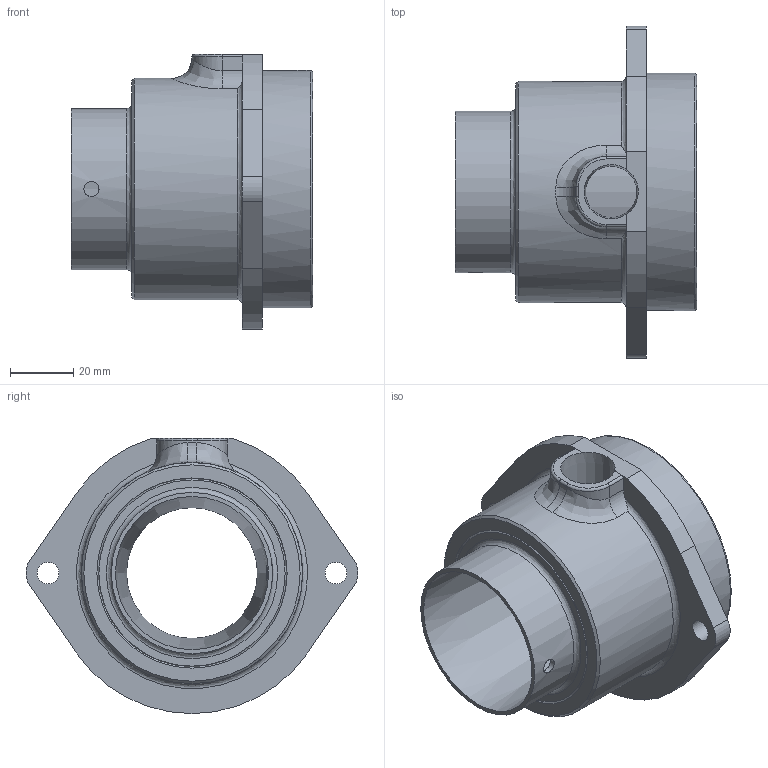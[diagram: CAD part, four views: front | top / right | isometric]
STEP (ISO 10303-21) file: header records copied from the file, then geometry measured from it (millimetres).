
FILE_DESCRIPTION((''),'2;1');
FILE_NAME('120022-3D.stp','2008-03-03T09:43:24',('Dan Preston'),(''),'Autodesk Inventor 2008','Autodesk Inventor 2008','');
FILE_SCHEMA(('AUTOMOTIVE_DESIGN { 1 0 10303 214 1 1 1 1 }'));
Length unit declared in the file: inch
Products named in the file (3): 120022-3D; 120022-3D1; 120022-3D2
Assembly tree (2 placements, depth 2):
  120022-3D
    120022-3D1
    120022-3D2
Bounding box: 76.2 x 104.85 x 86.92 mm (x, y, z)
Volume: 144469.9 mm3; surface area: 53465.8 mm2
Topology: 2 solids, 2 shells, 57 faces, 137 edges, 87 vertices
Faces by surface type: cylinder 22, plane 18, cone 9, bspline 5, torus 3
Full cylindrical faces by diameter (mm): 4.763 x1, 6.858 x2, 50.927 x1, 56.845 x1, 57.125 x1, 58.598 x1, 60.325 x1, 69.85 x1, 74.93 x1
Entity records: 2020 total; most frequent: CARTESIAN_POINT 682, DIRECTION 277, ORIENTED_EDGE 224, AXIS2_PLACEMENT_3D 118, EDGE_CURVE 112, EDGE_LOOP 91, VERTEX_POINT 81, CIRCLE 61
